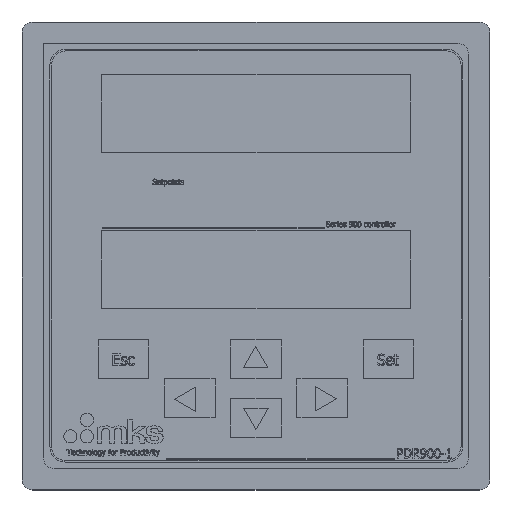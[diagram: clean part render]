
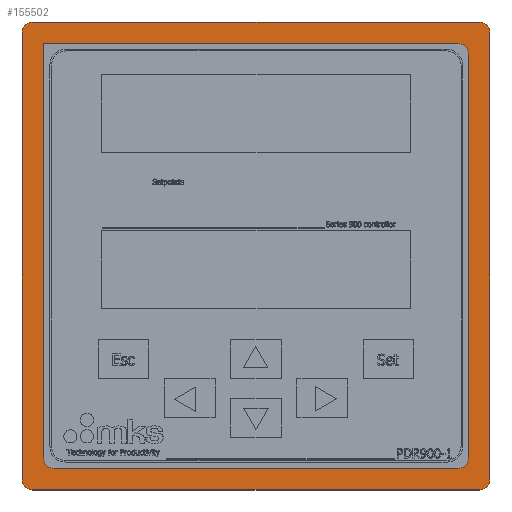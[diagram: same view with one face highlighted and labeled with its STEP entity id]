
A CAD part, top view. The second image highlights one B-rep face of the part: STEP entity #155502.
In plain terms, the highlighted planar face has unit normal (0, 0, 1).
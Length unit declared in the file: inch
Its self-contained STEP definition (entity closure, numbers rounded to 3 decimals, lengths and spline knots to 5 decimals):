
#146954=CARTESIAN_POINT('',(-1.70313,-1.61813,0.3125));
#146955=VERTEX_POINT('',#146954);
#146962=CARTESIAN_POINT('',(-1.61813,-1.70313,0.3125));
#146963=VERTEX_POINT('',#146962);
#146964=CARTESIAN_POINT('',(-1.61813,-1.61813,0.3125));
#146965=DIRECTION('',(0.0,0.0,1.0));
#146966=DIRECTION('',(-0.707,-0.707,0.0));
#146967=AXIS2_PLACEMENT_3D('',#146964,#146965,#146966);
#146968=CIRCLE('',#146967,0.085);
#146969=EDGE_CURVE('',#146955,#146963,#146968,.T.);
#146987=CARTESIAN_POINT('',(-1.70313,1.70313,0.3125));
#146988=VERTEX_POINT('',#146987);
#146995=CARTESIAN_POINT('',(-1.70313,-1.61813,0.3125));
#146996=DIRECTION('',(0.0,1.0,0.0));
#146997=VECTOR('',#146996,3.32125);
#146998=LINE('',#146995,#146997);
#146999=EDGE_CURVE('',#146955,#146988,#146998,.T.);
#147009=CARTESIAN_POINT('',(-1.79,-1.875,0.3125));
#147010=VERTEX_POINT('',#147009);
#147011=CARTESIAN_POINT('',(-1.875,-1.79,0.3125));
#147012=VERTEX_POINT('',#147011);
#147013=CARTESIAN_POINT('',(-1.79,-1.79,0.3125));
#147014=DIRECTION('',(0.0,0.0,-1.0));
#147015=DIRECTION('',(-0.707,-0.707,0.0));
#147016=AXIS2_PLACEMENT_3D('',#147013,#147014,#147015);
#147017=CIRCLE('',#147016,0.085);
#147018=EDGE_CURVE('',#147010,#147012,#147017,.T.);
#147060=CARTESIAN_POINT('',(1.79,-1.875,0.3125));
#147061=VERTEX_POINT('',#147060);
#147068=CARTESIAN_POINT('',(-1.79,-1.875,0.3125));
#147069=DIRECTION('',(1.0,0.0,0.0));
#147070=VECTOR('',#147069,3.58);
#147071=LINE('',#147068,#147070);
#147072=EDGE_CURVE('',#147010,#147061,#147071,.T.);
#149002=CARTESIAN_POINT('',(1.61813,-1.70313,0.3125));
#149003=VERTEX_POINT('',#149002);
#149010=CARTESIAN_POINT('',(1.70313,-1.61813,0.3125));
#149011=VERTEX_POINT('',#149010);
#149012=CARTESIAN_POINT('',(1.61813,-1.61813,0.3125));
#149013=DIRECTION('',(0.0,0.0,1.0));
#149014=DIRECTION('',(0.707,-0.707,0.0));
#149015=AXIS2_PLACEMENT_3D('',#149012,#149013,#149014);
#149016=CIRCLE('',#149015,0.085);
#149017=EDGE_CURVE('',#149003,#149011,#149016,.T.);
#149047=CARTESIAN_POINT('',(1.70313,1.61813,0.3125));
#149048=VERTEX_POINT('',#149047);
#149049=CARTESIAN_POINT('',(1.70313,1.61813,0.3125));
#149050=DIRECTION('',(0.0,-1.0,0.0));
#149051=VECTOR('',#149050,3.23625);
#149052=LINE('',#149049,#149051);
#149053=EDGE_CURVE('',#149048,#149011,#149052,.T.);
#149072=CARTESIAN_POINT('',(1.61813,1.70313,0.3125));
#149073=VERTEX_POINT('',#149072);
#149074=CARTESIAN_POINT('',(1.61813,1.61813,0.3125));
#149075=DIRECTION('',(0.0,0.0,1.0));
#149076=DIRECTION('',(0.707,0.707,0.0));
#149077=AXIS2_PLACEMENT_3D('',#149074,#149075,#149076);
#149078=CIRCLE('',#149077,0.085);
#149079=EDGE_CURVE('',#149048,#149073,#149078,.T.);
#149096=CARTESIAN_POINT('',(-1.70313,1.70313,0.3125));
#149097=DIRECTION('',(1.0,0.0,0.0));
#149098=VECTOR('',#149097,3.32125);
#149099=LINE('',#149096,#149098);
#149100=EDGE_CURVE('',#146988,#149073,#149099,.T.);
#149112=CARTESIAN_POINT('',(1.875,-1.79,0.3125));
#149113=VERTEX_POINT('',#149112);
#149114=CARTESIAN_POINT('',(1.79,-1.79,0.3125));
#149115=DIRECTION('',(0.0,0.0,-1.0));
#149116=DIRECTION('',(0.707,-0.707,0.0));
#149117=AXIS2_PLACEMENT_3D('',#149114,#149115,#149116);
#149118=CIRCLE('',#149117,0.085);
#149119=EDGE_CURVE('',#149113,#147061,#149118,.T.);
#149139=CARTESIAN_POINT('',(1.875,1.79,0.3125));
#149140=VERTEX_POINT('',#149139);
#149147=CARTESIAN_POINT('',(1.875,-1.79,0.3125));
#149148=DIRECTION('',(0.0,1.0,0.0));
#149149=VECTOR('',#149148,3.58);
#149150=LINE('',#149147,#149149);
#149151=EDGE_CURVE('',#149113,#149140,#149150,.T.);
#149161=CARTESIAN_POINT('',(1.79,1.875,0.3125));
#149162=VERTEX_POINT('',#149161);
#149163=CARTESIAN_POINT('',(1.79,1.79,0.3125));
#149164=DIRECTION('',(0.0,0.0,-1.0));
#149165=DIRECTION('',(0.707,0.707,0.0));
#149166=AXIS2_PLACEMENT_3D('',#149163,#149164,#149165);
#149167=CIRCLE('',#149166,0.085);
#149168=EDGE_CURVE('',#149162,#149140,#149167,.T.);
#149188=CARTESIAN_POINT('',(-1.79,1.875,0.3125));
#149189=VERTEX_POINT('',#149188);
#149196=CARTESIAN_POINT('',(1.79,1.875,0.3125));
#149197=DIRECTION('',(-1.0,0.0,0.0));
#149198=VECTOR('',#149197,3.58);
#149199=LINE('',#149196,#149198);
#149200=EDGE_CURVE('',#149162,#149189,#149199,.T.);
#149210=CARTESIAN_POINT('',(-1.875,1.79,0.3125));
#149211=VERTEX_POINT('',#149210);
#149212=CARTESIAN_POINT('',(-1.79,1.79,0.3125));
#149213=DIRECTION('',(0.0,0.0,-1.0));
#149214=DIRECTION('',(-0.707,0.707,0.0));
#149215=AXIS2_PLACEMENT_3D('',#149212,#149213,#149214);
#149216=CIRCLE('',#149215,0.085);
#149217=EDGE_CURVE('',#149211,#149189,#149216,.T.);
#149236=CARTESIAN_POINT('',(-1.875,1.79,0.3125));
#149237=DIRECTION('',(0.0,-1.0,0.0));
#149238=VECTOR('',#149237,3.58);
#149239=LINE('',#149236,#149238);
#149240=EDGE_CURVE('',#149211,#147012,#149239,.T.);
#149253=CARTESIAN_POINT('',(1.61813,-1.70313,0.3125));
#149254=DIRECTION('',(-1.0,0.0,0.0));
#149255=VECTOR('',#149254,3.23625);
#149256=LINE('',#149253,#149255);
#149257=EDGE_CURVE('',#149003,#146963,#149256,.T.);
#155478=CARTESIAN_POINT('',(0.,0.,0.3125));
#155479=DIRECTION('',(0.0,0.0,1.0));
#155480=DIRECTION('',(1.0,0.0,0.0));
#155481=AXIS2_PLACEMENT_3D('',#155478,#155479,#155480);
#155482=PLANE('',#155481);
#155483=ORIENTED_EDGE('',*,*,#147018,.F.);
#155484=ORIENTED_EDGE('',*,*,#147072,.T.);
#155485=ORIENTED_EDGE('',*,*,#149119,.F.);
#155486=ORIENTED_EDGE('',*,*,#149151,.T.);
#155487=ORIENTED_EDGE('',*,*,#149168,.F.);
#155488=ORIENTED_EDGE('',*,*,#149200,.T.);
#155489=ORIENTED_EDGE('',*,*,#149217,.F.);
#155490=ORIENTED_EDGE('',*,*,#149240,.T.);
#155491=EDGE_LOOP('',(#155483,#155484,#155485,#155486,#155487,#155488,#155489,#155490));
#155492=FACE_OUTER_BOUND('',#155491,.T.);
#155493=ORIENTED_EDGE('',*,*,#149053,.T.);
#155494=ORIENTED_EDGE('',*,*,#149017,.F.);
#155495=ORIENTED_EDGE('',*,*,#149257,.T.);
#155496=ORIENTED_EDGE('',*,*,#146969,.F.);
#155497=ORIENTED_EDGE('',*,*,#146999,.T.);
#155498=ORIENTED_EDGE('',*,*,#149100,.T.);
#155499=ORIENTED_EDGE('',*,*,#149079,.F.);
#155500=EDGE_LOOP('',(#155493,#155494,#155495,#155496,#155497,#155498,#155499));
#155501=FACE_BOUND('',#155500,.T.);
#155502=ADVANCED_FACE('',(#155492,#155501),#155482,.T.);
